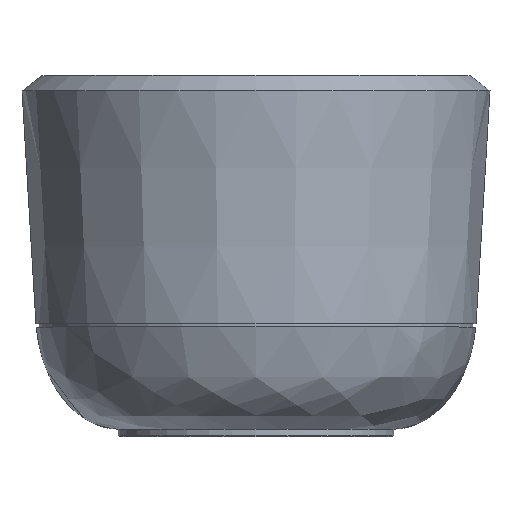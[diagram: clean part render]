
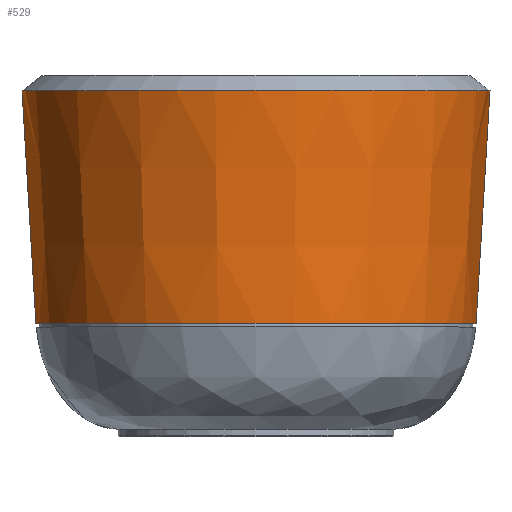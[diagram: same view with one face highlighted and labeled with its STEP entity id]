
A CAD part, top view. The second image highlights one B-rep face of the part: STEP entity #529.
In plain terms, the highlighted conical face has half-angle 3.42 degrees and reference radius 610.008 mm.
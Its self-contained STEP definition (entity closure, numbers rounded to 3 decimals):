
#1 = CARTESIAN_POINT ( 'NONE',  ( 610.008, 313., 0. ) ) ;
#3 = CARTESIAN_POINT ( 'NONE',  ( 0., 313., 0. ) ) ;
#10 = CIRCLE ( 'NONE', #312, 610.008 ) ;
#30 = ORIENTED_EDGE ( 'NONE', *, *, #668, .T. ) ;
#37 = EDGE_CURVE ( 'NONE', #125, #619, #288, .T. ) ;
#46 = LINE ( 'NONE', #443, #290 ) ;
#71 = CARTESIAN_POINT ( 'NONE',  ( 648.554, 958., 0. ) ) ;
#96 = VERTEX_POINT ( 'NONE', #1 ) ;
#97 = DIRECTION ( 'NONE',  ( 0., 1., 0. ) ) ;
#107 = CARTESIAN_POINT ( 'NONE',  ( -648.554, 958., 0. ) ) ;
#125 = VERTEX_POINT ( 'NONE', #107 ) ;
#135 = EDGE_CURVE ( 'NONE', #96, #619, #46, .T. ) ;
#148 = CARTESIAN_POINT ( 'NONE',  ( 0., 958., 0. ) ) ;
#187 = EDGE_LOOP ( 'NONE', ( #30, #241, #419, #559 ) ) ;
#195 = AXIS2_PLACEMENT_3D ( 'NONE', #690, #97, #201 ) ;
#201 = DIRECTION ( 'NONE',  ( -1., 0., 0. ) ) ;
#204 = LINE ( 'NONE', #526, #360 ) ;
#241 = ORIENTED_EDGE ( 'NONE', *, *, #135, .T. ) ;
#253 = DIRECTION ( 'NONE',  ( -0.06, 0.998, 0. ) ) ;
#263 = AXIS2_PLACEMENT_3D ( 'NONE', #148, #579, #268 ) ;
#267 = CONICAL_SURFACE ( 'NONE', #195, 610.008, 0.06 ) ;
#268 = DIRECTION ( 'NONE',  ( -1., 0., 0. ) ) ;
#288 = CIRCLE ( 'NONE', #263, 648.554 ) ;
#290 = VECTOR ( 'NONE', #657, 1000. ) ;
#312 = AXIS2_PLACEMENT_3D ( 'NONE', #3, #434, #592 ) ;
#360 = VECTOR ( 'NONE', #253, 1000. ) ;
#419 = ORIENTED_EDGE ( 'NONE', *, *, #37, .F. ) ;
#434 = DIRECTION ( 'NONE',  ( 0., 1., 0. ) ) ;
#443 = CARTESIAN_POINT ( 'NONE',  ( 610.008, 313., 0. ) ) ;
#454 = EDGE_CURVE ( 'NONE', #471, #125, #204, .T. ) ;
#471 = VERTEX_POINT ( 'NONE', #472 ) ;
#472 = CARTESIAN_POINT ( 'NONE',  ( -610.008, 313., 0. ) ) ;
#479 = FACE_OUTER_BOUND ( 'NONE', #187, .T. ) ;
#526 = CARTESIAN_POINT ( 'NONE',  ( -610.008, 313., 0. ) ) ;
#529 = ADVANCED_FACE ( 'NONE', ( #479 ), #267, .T. ) ;
#559 = ORIENTED_EDGE ( 'NONE', *, *, #454, .F. ) ;
#579 = DIRECTION ( 'NONE',  ( 0., 1., 0. ) ) ;
#592 = DIRECTION ( 'NONE',  ( -1., 0., 0. ) ) ;
#619 = VERTEX_POINT ( 'NONE', #71 ) ;
#657 = DIRECTION ( 'NONE',  ( 0.06, 0.998, 0. ) ) ;
#668 = EDGE_CURVE ( 'NONE', #471, #96, #10, .T. ) ;
#690 = CARTESIAN_POINT ( 'NONE',  ( 0., 313., 0. ) ) ;
